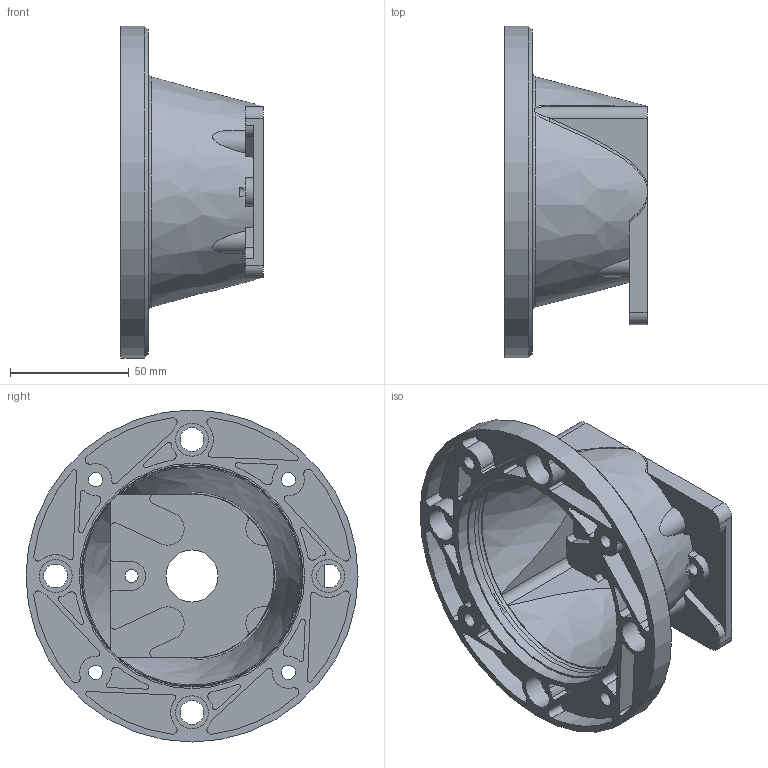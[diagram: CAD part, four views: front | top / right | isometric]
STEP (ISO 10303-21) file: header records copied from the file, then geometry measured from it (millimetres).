
FILE_DESCRIPTION(('STEP AP203'),'2;1');
FILE_NAME('LS140.stp','2015-02-18T09:34:09',(''),(''),'2012.1.115','THINKDESIGN','');
FILE_SCHEMA(('CONFIG_CONTROL_DESIGN'));
Length unit declared in the file: millimetre
Bounding box: 60 x 140 x 140 mm (x, y, z)
Volume: 118610.5 mm3; surface area: 75121.7 mm2
Topology: 1 solids, 1 shells, 267 faces, 750 edges, 512 vertices
Faces by surface type: cylinder 147, plane 87, bspline 33
Full cylindrical faces by diameter (mm): 5.5 x2, 6 x4, 10 x4, 14 x4, 22 x1, 93 x1, 95 x1, 100 x1, 140 x1
Entity records: 11670 total; most frequent: CARTESIAN_POINT 4443, DIRECTION 1542, ORIENTED_EDGE 1500, EDGE_CURVE 750, AXIS2_PLACEMENT_3D 626, VERTEX_POINT 512, CIRCLE 392, EDGE_LOOP 316
